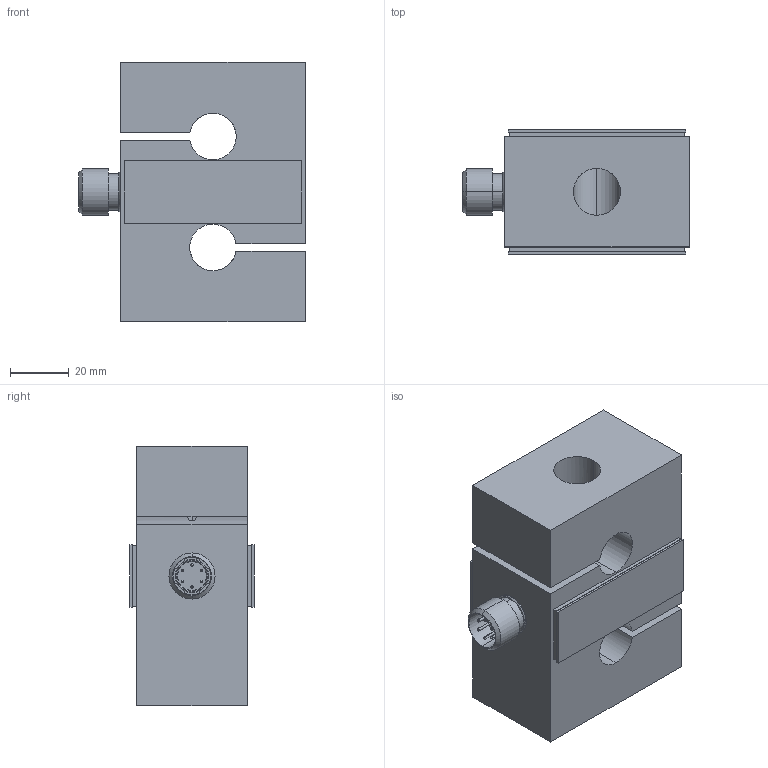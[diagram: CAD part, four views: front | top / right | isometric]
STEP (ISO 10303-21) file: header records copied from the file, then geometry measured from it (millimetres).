
FILE_DESCRIPTION (( 'STEP AP203' ), '1' );
FILE_NAME ('Interface SSM-AF-20kN.STEP', '2013-04-02T20:30:01', ( 'Ricky Parrish' ), ( '' ), 'SwSTEP 2.0', 'SolidWorks 2002349', '' );
FILE_SCHEMA (( 'CONFIG_CONTROL_DESIGN' ));
Length unit declared in the file: inch
Products named in the file (1): Interface SSM-AF-20kN
Bounding box: 77.28 x 42.39 x 88.39 mm (x, y, z)
Volume: 190038.5 mm3; surface area: 31704.6 mm2
Topology: 1 solids, 1 shells, 97 faces, 253 edges, 160 vertices
Faces by surface type: plane 45, cylinder 32, bspline 12, cone 8
Entity records: 3346 total; most frequent: CARTESIAN_POINT 951, ORIENTED_EDGE 482, DIRECTION 481, EDGE_CURVE 241, AXIS2_PLACEMENT_3D 174, VERTEX_POINT 160, LINE 133, VECTOR 133
